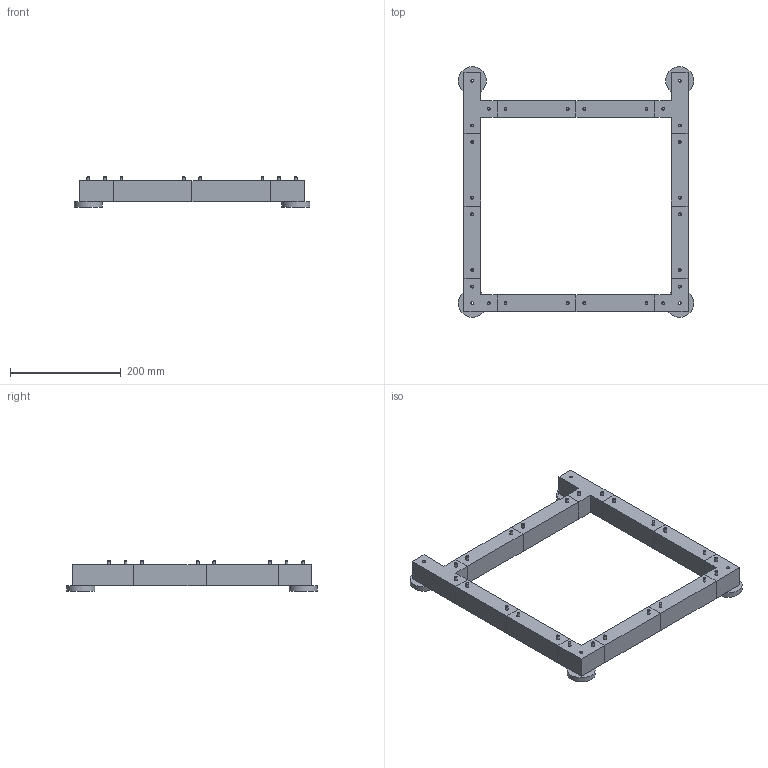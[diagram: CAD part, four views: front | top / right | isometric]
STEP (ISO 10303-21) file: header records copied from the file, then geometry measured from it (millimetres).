
FILE_DESCRIPTION(/* description */ ('STEP AP242','CAx-IF Rec.Pracs.---Representation and Presentation of Product Manufacturing Information (PMI)---4.0---2014-10-13','CAx-IF Rec.Pracs.---3D Tessellated Geometry---0.4---2014-09-14','2;1'),/* implementation_level */ '2;1');
FILE_NAME(/* name */ '66835cda43215c157bc4dd51',/* time_stamp */ '2024-07-02T01:50:19Z',/* author */ (''),/* organization */ (''),/* preprocessor_version */ 'ST-DEVELOPER v20',/* originating_system */ ' ',/* authorisation */ ' ');
FILE_SCHEMA (('AP242_MANAGED_MODEL_BASED_3D_ENGINEERING_MIM_LF { 1 0 10303 442 1 1 4 }'));
Length unit declared in the file: metre
Products named in the file (15): Skirt Assembly; Hex socket head cap screw M5x0.80 x 25; Part 12; Part 5; Part 13; Part 1; Part 2; Part 11; Part 9; Part 8; Part 10; Part 4; Part 3; Part 7; Part 6
Assembly tree (40 placements, depth 2):
  Skirt Assembly
    Hex socket head cap screw M5x0.80 x 25  x24
    Part 12
    Part 5
    Part 13  x4
    Part 1
    Part 2
    Part 11
    Part 9
    Part 8
    Part 10
    Part 4
    Part 3
    Part 7
    Part 6
Bounding box: 425.6 x 452.6 x 54.52 mm (x, y, z)
Volume: 1817966.6 mm3; surface area: 299944 mm2
Topology: 40 solids, 40 shells, 736 faces, 1604 edges, 1000 vertices
Faces by surface type: plane 480, cylinder 112, torus 72, cone 72
Full cylindrical faces by diameter (mm): 5 x24, 5.2 x4, 5.3 x28, 8.5 x24, 9.75 x28, 50.8 x4
Entity records: 5401 total; most frequent: DIRECTION 914, CARTESIAN_POINT 817, ORIENTED_EDGE 658, AXIS2_PLACEMENT_3D 355, FACE_BOUND 337, EDGE_LOOP 336, EDGE_CURVE 329, VERTEX_POINT 258
